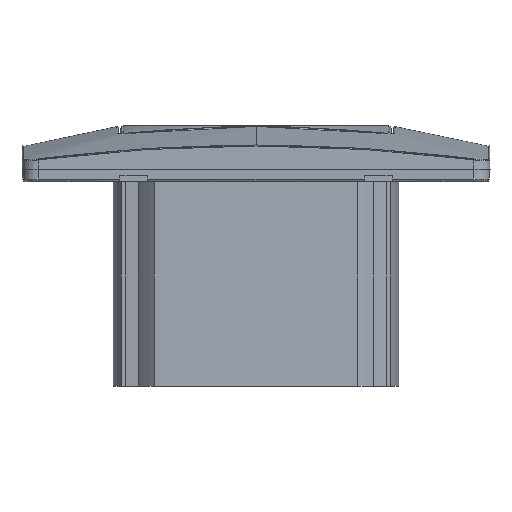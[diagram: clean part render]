
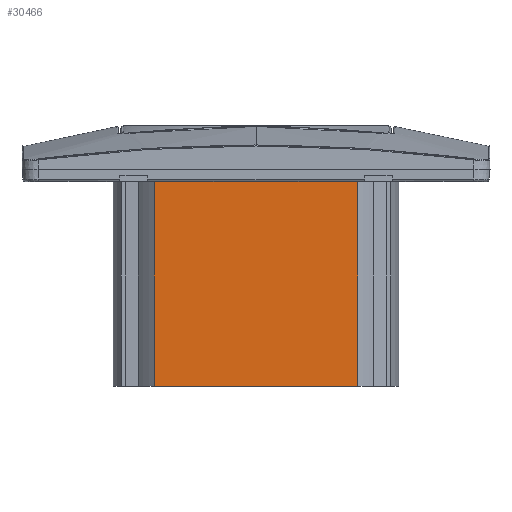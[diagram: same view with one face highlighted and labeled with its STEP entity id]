
A CAD part, front view. The second image highlights one B-rep face of the part: STEP entity #30466.
In plain terms, the highlighted planar face has unit normal (0, -1, 0).
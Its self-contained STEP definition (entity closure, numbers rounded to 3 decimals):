
#907 = EDGE_CURVE ( 'NONE', #12083, #17575, #22197, .T. ) ;
#3171 = CARTESIAN_POINT ( 'NONE',  ( -18.665, -21.794, -37.6 ) ) ;
#4266 = CARTESIAN_POINT ( 'NONE',  ( 18.665, -21.794, -37.6 ) ) ;
#5055 = EDGE_CURVE ( 'NONE', #21797, #26909, #12477, .T. ) ;
#5973 = CARTESIAN_POINT ( 'NONE',  ( 18.665, -21.794, 0. ) ) ;
#7217 = DIRECTION ( 'NONE',  ( 0., 0., -1. ) ) ;
#10502 = EDGE_LOOP ( 'NONE', ( #18295, #22278, #30085, #18109 ) ) ;
#10784 = DIRECTION ( 'NONE',  ( 0., -1., 0. ) ) ;
#10985 = LINE ( 'NONE', #28651, #15367 ) ;
#11704 = VECTOR ( 'NONE', #29788, 1000. ) ;
#12083 = VERTEX_POINT ( 'NONE', #29104 ) ;
#12477 = LINE ( 'NONE', #29817, #16539 ) ;
#13145 = DIRECTION ( 'NONE',  ( 1., 0., 0. ) ) ;
#13544 = DIRECTION ( 'NONE',  ( 1., 0., 0. ) ) ;
#14847 = VECTOR ( 'NONE', #13544, 1000. ) ;
#15367 = VECTOR ( 'NONE', #13145, 1000. ) ;
#15724 = CARTESIAN_POINT ( 'NONE',  ( 18.665, -21.794, 8. ) ) ;
#16539 = VECTOR ( 'NONE', #7217, 1000. ) ;
#17249 = AXIS2_PLACEMENT_3D ( 'NONE', #15724, #10784, #30756 ) ;
#17575 = VERTEX_POINT ( 'NONE', #31953 ) ;
#18109 = ORIENTED_EDGE ( 'NONE', *, *, #21662, .T. ) ;
#18295 = ORIENTED_EDGE ( 'NONE', *, *, #5055, .F. ) ;
#18319 = LINE ( 'NONE', #3171, #14847 ) ;
#21013 = PLANE ( 'NONE',  #17249 ) ;
#21662 = EDGE_CURVE ( 'NONE', #17575, #26909, #18319, .T. ) ;
#21797 = VERTEX_POINT ( 'NONE', #5973 ) ;
#22197 = LINE ( 'NONE', #27307, #11704 ) ;
#22278 = ORIENTED_EDGE ( 'NONE', *, *, #24450, .F. ) ;
#23651 = FACE_OUTER_BOUND ( 'NONE', #10502, .T. ) ;
#24450 = EDGE_CURVE ( 'NONE', #12083, #21797, #10985, .T. ) ;
#26909 = VERTEX_POINT ( 'NONE', #4266 ) ;
#27307 = CARTESIAN_POINT ( 'NONE',  ( -18.665, -21.794, 0. ) ) ;
#28651 = CARTESIAN_POINT ( 'NONE',  ( 18.665, -21.794, 0. ) ) ;
#29104 = CARTESIAN_POINT ( 'NONE',  ( -18.665, -21.794, 0. ) ) ;
#29788 = DIRECTION ( 'NONE',  ( 0., 0., -1. ) ) ;
#29817 = CARTESIAN_POINT ( 'NONE',  ( 18.665, -21.794, 0. ) ) ;
#30085 = ORIENTED_EDGE ( 'NONE', *, *, #907, .T. ) ;
#30466 = ADVANCED_FACE ( 'NONE', ( #23651 ), #21013, .T. ) ;
#30756 = DIRECTION ( 'NONE',  ( -1., 0., 0. ) ) ;
#31953 = CARTESIAN_POINT ( 'NONE',  ( -18.665, -21.794, -37.6 ) ) ;
